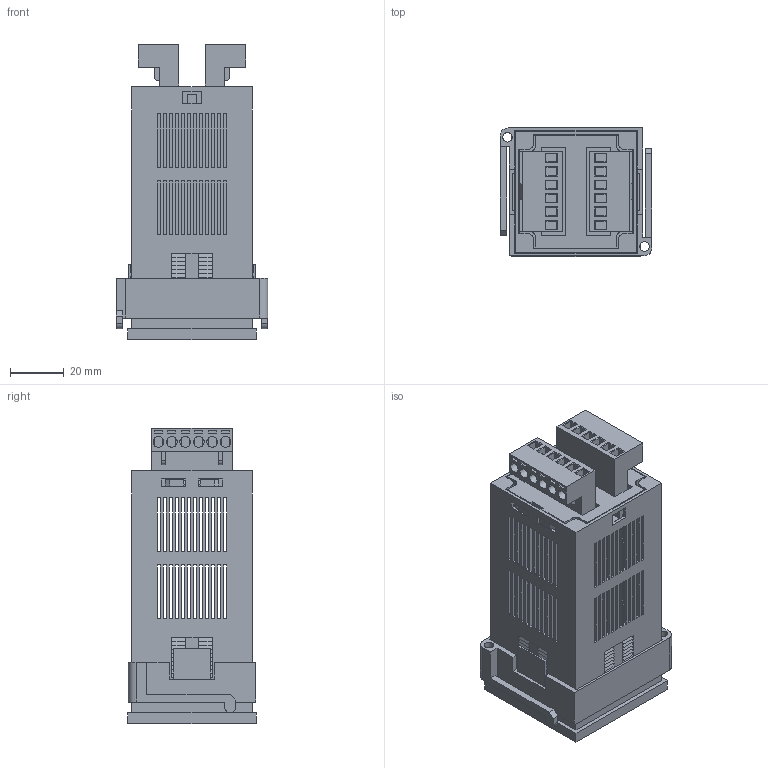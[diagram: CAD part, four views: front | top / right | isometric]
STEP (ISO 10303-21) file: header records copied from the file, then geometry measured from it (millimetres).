
FILE_DESCRIPTION (( 'STEP AP214' ), '1' );
FILE_NAME ('IC-248-07.STEP', '2022-01-17T14:38:38', ( '' ), ( '' ), 'SwSTEP 2.0', 'SolidWorks 2017', '' );
FILE_SCHEMA (( 'AUTOMOTIVE_DESIGN' ));
Length unit declared in the file: millimetre
Products named in the file (18): Front Plate FP-248-01-02 - Red; Back Plate Euro Term - IC-248-BP-Euro-Ter; IC-248-BP-PCB-Euro-Ter; Case IC-248; Clamp ICCL-248; IC-248-07; Euro Terminal5mm-Plug-In-6Way-Straight; IC-248-Horizontal-PCB; IC-248-BP-Euro-TerSLDPRT
Assembly tree (10 placements, depth 3):
  Front Plate FP-248-01-02 - Red
  Clamp ICCL-248
  IC-248-07
    Case IC-248
    Clamp ICCL-248
    Back Plate Euro Term - IC-248-BP-Euro-Ter
      IC-248-BP-Euro-TerSLDPRT
      IC-248-BP-PCB-Euro-Ter
      Euro Terminal5mm-Plug-In-6Way-Straight  x2
    IC-248-Horizontal-PCB  x2
    Front Plate FP-248-01-02 - Red
  Euro Terminal5mm-Plug-In-6Way-Straight
  IC-248-Horizontal-PCB
Bounding box: 56.5 x 48 x 109.8 mm (x, y, z)
Volume: 53638.2 mm3; surface area: 79422.3 mm2
Topology: 9 solids, 9 shells, 1301 faces, 3560 edges, 2304 vertices
Faces by surface type: plane 1221, cylinder 80
Entity records: 35329 total; most frequent: CARTESIAN_POINT 6156, ORIENTED_EDGE 6112, DIRECTION 5460, EDGE_CURVE 3056, VECTOR 2900, LINE 2900, VERTEX_POINT 1976, EDGE_LOOP 1334
